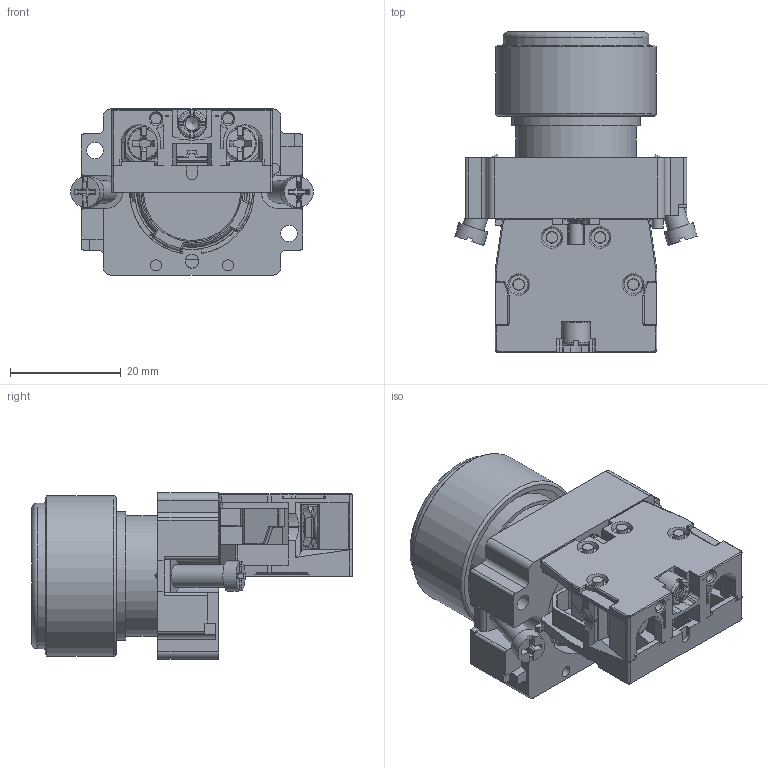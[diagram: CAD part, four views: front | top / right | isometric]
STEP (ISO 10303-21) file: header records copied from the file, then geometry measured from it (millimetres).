
FILE_DESCRIPTION(('STEP AP203'), '1');
FILE_NAME('MTB2-BAF11', '2023-10-30T14:12:21', ('砐錪賧瘔蠈錪 Windows'), (''), 'C3D Converter', 'C3D Toolkit', '');
FILE_SCHEMA(('CONFIG_CONTROL_DESIGN'));
Length unit declared in the file: millimetre
Products named in the file (4): LA167-B2-BAF31_ASM; 20201030003; 20201030014
Assembly tree (3 placements, depth 2):
  LA167-B2-BAF31_ASM
    20201030003
    20201030014
    (unnamed)
Bounding box: 43.81 x 57.95 x 30 mm (x, y, z)
Volume: 26681.3 mm3; surface area: 17351.7 mm2
Topology: 3 solids, 4 shells, 1729 faces, 4831 edges, 3162 vertices
Faces by surface type: plane 1128, cylinder 397, bspline 83, torus 74, cone 45, sphere 2
Full cylindrical faces by diameter (mm): 1.2 x1, 1.5 x2, 1.55 x2, 1.7 x2, 1.9 x2, 2 x11, 2.1 x4, 2.4 x2, 2.5 x3, 2.65 x1, 2.7 x2, 2.8 x2, 3 x2, 3.15 x2, 3.5 x2, 4 x4, 5 x1, 5.5 x2, 17.5 x1, 21.8 x1, 22.5 x1, 23.2 x1, 26 x1, 29 x1
Entity records: 85852 total; most frequent: CARTESIAN_POINT 28393, ORIENTED_EDGE 9458, DIRECTION 8329, EDGE_CURVE 4729, LINE 3365, VECTOR 3365, VERTEX_POINT 3151, AXIS2_PLACEMENT_3D 2482
